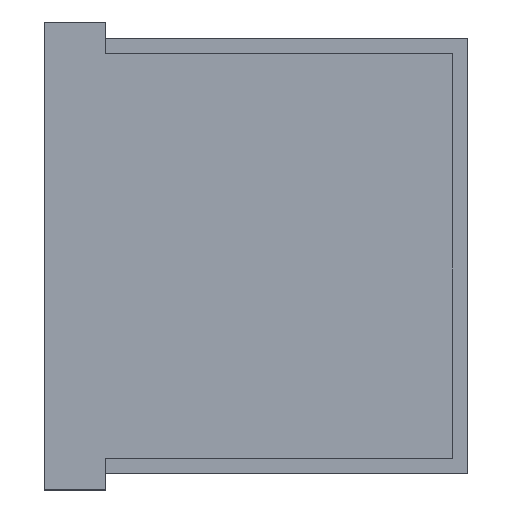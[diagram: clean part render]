
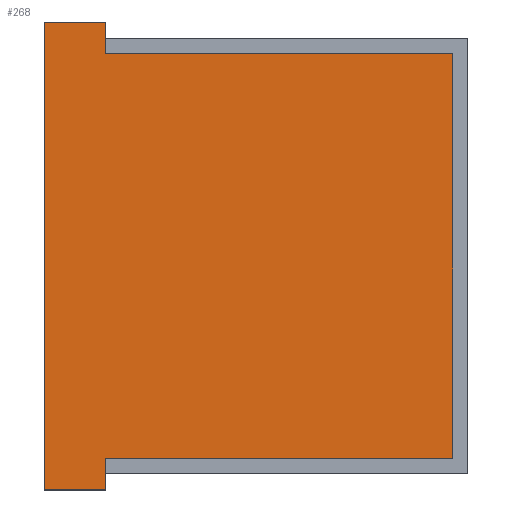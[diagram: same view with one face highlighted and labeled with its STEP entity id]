
A CAD part, top view. The second image highlights one B-rep face of the part: STEP entity #268.
In plain terms, the highlighted planar face has unit normal (0, 0, 1).
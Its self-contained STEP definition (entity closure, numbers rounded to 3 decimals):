
#22=FACE_OUTER_BOUND('',#36,.T.);
#36=EDGE_LOOP('',(#215,#216,#217,#218,#219,#220,#221,#222));
#59=LINE('',#407,#95);
#63=LINE('',#413,#99);
#65=LINE('',#417,#101);
#67=LINE('',#421,#103);
#69=LINE('',#425,#105);
#72=LINE('',#430,#108);
#73=LINE('',#432,#109);
#74=LINE('',#433,#110);
#95=VECTOR('',#327,10.);
#99=VECTOR('',#333,10.);
#101=VECTOR('',#337,10.);
#103=VECTOR('',#341,10.);
#105=VECTOR('',#345,10.);
#108=VECTOR('',#350,10.);
#109=VECTOR('',#351,10.);
#110=VECTOR('',#352,10.);
#131=VERTEX_POINT('',#405);
#132=VERTEX_POINT('',#406);
#133=VERTEX_POINT('',#412);
#134=VERTEX_POINT('',#416);
#135=VERTEX_POINT('',#420);
#136=VERTEX_POINT('',#424);
#137=VERTEX_POINT('',#429);
#138=VERTEX_POINT('',#431);
#155=EDGE_CURVE('',#131,#132,#59,.T.);
#159=EDGE_CURVE('',#132,#133,#63,.T.);
#161=EDGE_CURVE('',#133,#134,#65,.T.);
#163=EDGE_CURVE('',#134,#135,#67,.T.);
#165=EDGE_CURVE('',#135,#136,#69,.T.);
#168=EDGE_CURVE('',#137,#131,#72,.T.);
#169=EDGE_CURVE('',#138,#137,#73,.T.);
#170=EDGE_CURVE('',#136,#138,#74,.T.);
#215=ORIENTED_EDGE('',*,*,#159,.F.);
#216=ORIENTED_EDGE('',*,*,#155,.F.);
#217=ORIENTED_EDGE('',*,*,#168,.F.);
#218=ORIENTED_EDGE('',*,*,#169,.F.);
#219=ORIENTED_EDGE('',*,*,#170,.F.);
#220=ORIENTED_EDGE('',*,*,#165,.F.);
#221=ORIENTED_EDGE('',*,*,#163,.F.);
#222=ORIENTED_EDGE('',*,*,#161,.F.);
#254=PLANE('',#296);
#268=ADVANCED_FACE('',(#22),#254,.T.);
#296=AXIS2_PLACEMENT_3D('',#428,#348,#349);
#327=DIRECTION('',(0.,-1.,0.));
#333=DIRECTION('',(1.,0.,0.));
#337=DIRECTION('',(0.,-1.,0.));
#341=DIRECTION('',(-1.,0.,0.));
#345=DIRECTION('',(0.,-1.,0.));
#348=DIRECTION('center_axis',(0.,0.,1.));
#349=DIRECTION('ref_axis',(1.,0.,0.));
#350=DIRECTION('',(1.,0.,0.));
#351=DIRECTION('',(0.,1.,0.));
#352=DIRECTION('',(-1.,0.,0.));
#405=CARTESIAN_POINT('',(-175.5,72.05,12.));
#406=CARTESIAN_POINT('',(-175.5,59.5,12.));
#407=CARTESIAN_POINT('',(-175.5,19.5,12.));
#412=CARTESIAN_POINT('',(-37.5,59.5,12.));
#413=CARTESIAN_POINT('',(-77.75,59.5,12.));
#416=CARTESIAN_POINT('',(-37.5,-101.5,12.));
#417=CARTESIAN_POINT('',(-37.5,-61.5,12.));
#420=CARTESIAN_POINT('',(-175.5,-101.5,12.));
#421=CARTESIAN_POINT('',(-146.75,-101.5,12.));
#424=CARTESIAN_POINT('',(-175.5,-114.05,12.));
#425=CARTESIAN_POINT('',(-175.5,-67.525,12.));
#428=CARTESIAN_POINT('Origin',(-118.5,-21.,12.));
#429=CARTESIAN_POINT('',(-200.,72.05,12.));
#430=CARTESIAN_POINT('',(-146.75,72.05,12.));
#431=CARTESIAN_POINT('',(-200.,-114.05,12.));
#432=CARTESIAN_POINT('',(-200.,25.525,12.));
#433=CARTESIAN_POINT('',(-159.25,-114.05,12.));
